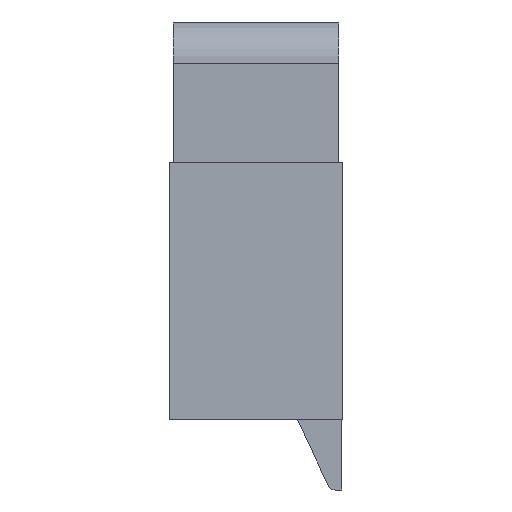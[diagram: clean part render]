
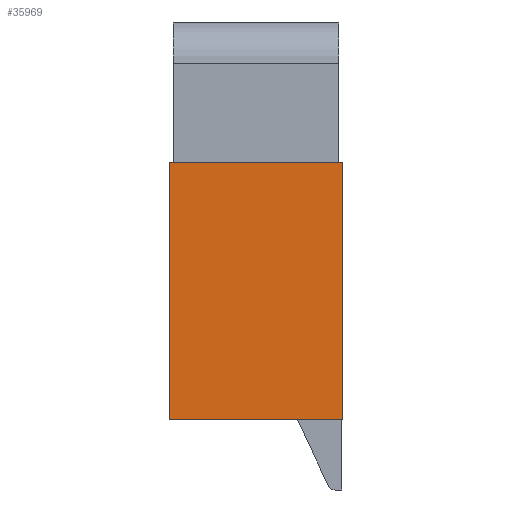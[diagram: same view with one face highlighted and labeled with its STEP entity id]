
A CAD part, left-side view. The second image highlights one B-rep face of the part: STEP entity #35969.
In plain terms, the highlighted planar face has unit normal (-1, 0, 0).
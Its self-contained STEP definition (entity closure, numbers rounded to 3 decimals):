
#1993=ORIENTED_EDGE('',*,*,#12547,.T.);
#1994=ORIENTED_EDGE('',*,*,#12541,.F.);
#1995=ORIENTED_EDGE('',*,*,#12537,.F.);
#1996=ORIENTED_EDGE('',*,*,#12548,.F.);
#1997=ORIENTED_EDGE('',*,*,#12549,.F.);
#1998=ORIENTED_EDGE('',*,*,#12544,.T.);
#12537=EDGE_CURVE('',#17713,#17704,#21518,.T.);
#12541=EDGE_CURVE('',#17704,#17715,#21522,.T.);
#12544=EDGE_CURVE('',#17718,#17717,#21525,.T.);
#12547=EDGE_CURVE('',#17717,#17715,#21528,.T.);
#12548=EDGE_CURVE('',#17720,#17713,#21529,.T.);
#12549=EDGE_CURVE('',#17718,#17720,#21530,.T.);
#17704=VERTEX_POINT('',#51500);
#17713=VERTEX_POINT('',#51533);
#17715=VERTEX_POINT('',#51542);
#17717=VERTEX_POINT('',#51547);
#17718=VERTEX_POINT('',#51549);
#17720=VERTEX_POINT('',#51556);
#21518=LINE('',#51534,#26607);
#21522=LINE('',#51541,#26611);
#21525=LINE('',#51548,#26614);
#21528=LINE('',#51554,#26617);
#21529=LINE('',#51555,#26618);
#21530=LINE('',#51557,#26619);
#26607=VECTOR('',#41445,1000.);
#26611=VECTOR('',#41453,1000.);
#26614=VECTOR('',#41458,1000.);
#26617=VECTOR('',#41463,1000.);
#26618=VECTOR('',#41464,1000.);
#26619=VECTOR('',#41465,1000.);
#30706=EDGE_LOOP('',(#1993,#1994,#1995,#1996,#1997,#1998));
#32511=FACE_BOUND('',#30706,.T.);
#34314=PLANE('',#37804);
#35969=ADVANCED_FACE('',(#32511),#34314,.F.);
#37804=AXIS2_PLACEMENT_3D('',#51553,#41461,#41462);
#41445=DIRECTION('',(0.,-1.,0.));
#41453=DIRECTION('',(0.,-1.,0.));
#41458=DIRECTION('',(0.,-1.,0.));
#41461=DIRECTION('',(1.,0.,0.));
#41462=DIRECTION('',(0.,0.,-1.));
#41463=DIRECTION('',(0.,0.,1.));
#41464=DIRECTION('',(0.,-1.,0.));
#41465=DIRECTION('',(0.,0.,1.));
#51500=CARTESIAN_POINT('',(-14.575,0.,-1.7));
#51533=CARTESIAN_POINT('',(-14.575,2.,-1.7));
#51534=CARTESIAN_POINT('',(-14.575,2.05,-1.7));
#51541=CARTESIAN_POINT('',(-14.575,2.05,-1.7));
#51542=CARTESIAN_POINT('',(-14.575,-0.05,-1.7));
#51547=CARTESIAN_POINT('',(-14.575,-0.05,-4.82));
#51548=CARTESIAN_POINT('',(-14.575,2.05,-4.82));
#51549=CARTESIAN_POINT('',(-14.575,2.05,-4.82));
#51553=CARTESIAN_POINT('',(-14.575,2.05,-4.82));
#51554=CARTESIAN_POINT('',(-14.575,-0.05,-4.82));
#51555=CARTESIAN_POINT('',(-14.575,2.05,-1.7));
#51556=CARTESIAN_POINT('',(-14.575,2.05,-1.7));
#51557=CARTESIAN_POINT('',(-14.575,2.05,-4.82));
